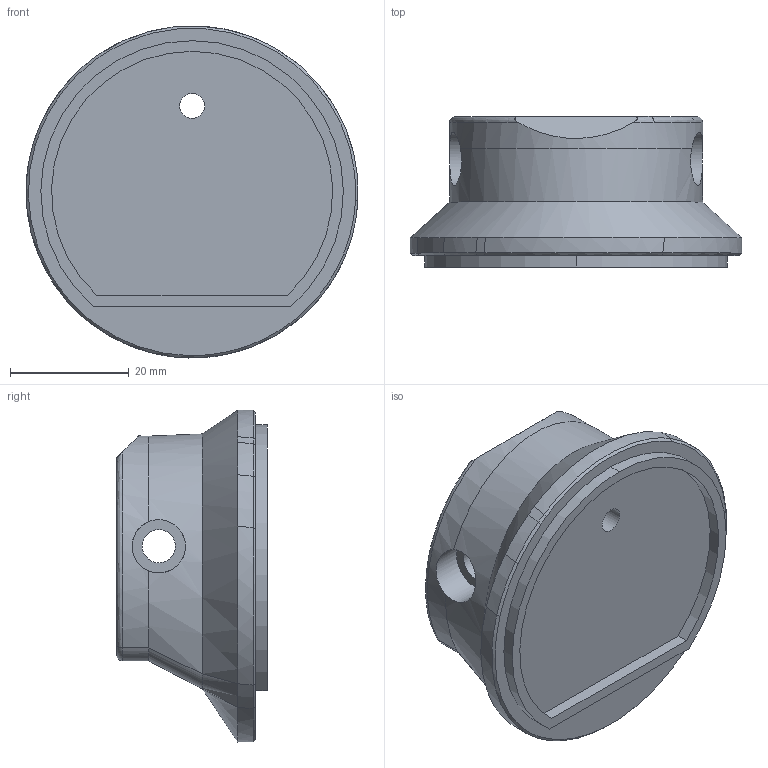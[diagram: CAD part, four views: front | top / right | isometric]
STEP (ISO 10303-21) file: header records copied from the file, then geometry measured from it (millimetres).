
FILE_DESCRIPTION(('HOOPS Exchange Step'),'2;1');
FILE_NAME('temp_export','2026-01-16T20:39:01+18:00',('mobile'),('Shapr3D Limited'),'HOOPS Exchange 2025.7','Shapr3D','Authorized');
FILE_SCHEMA( ('AP242_MANAGED_MODEL_BASED_3D_ENGINEERING_MIM_LF {1 0 10303 442 1 1 4}') );
Length unit declared in the file: millimetre
Products named in the file (3): Foregrip; Front; root
Assembly tree (2 placements, depth 3):
  root
    Front
      Foregrip
Bounding box: 55.96 x 25.4 x 55.97 mm (x, y, z)
Volume: 31474.2 mm3; surface area: 10466.7 mm2
Topology: 1 solids, 1 shells, 99 faces, 235 edges, 143 vertices
Faces by surface type: plane 47, bspline 33, cylinder 15, torus 3, cone 1
Full cylindrical faces by diameter (mm): 4.2 x1, 5.6 x1, 5.7 x1, 7.2 x1, 8.5 x1, 9 x2
Entity records: 6518 total; most frequent: CARTESIAN_POINT 4339, ORIENTED_EDGE 470, DIRECTION 355, EDGE_CURVE 235, VERTEX_POINT 143, VECTOR 143, LINE 143, EDGE_LOOP 112
